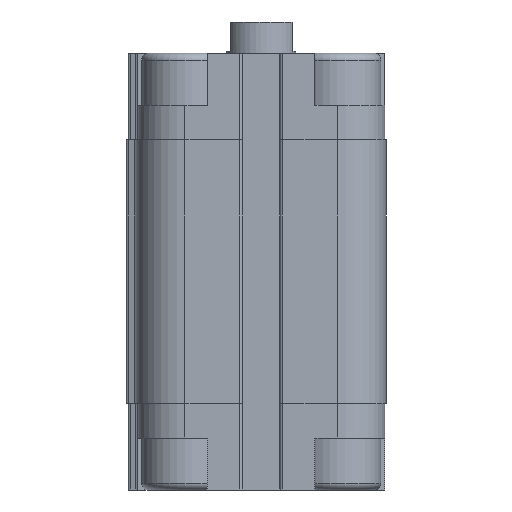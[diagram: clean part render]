
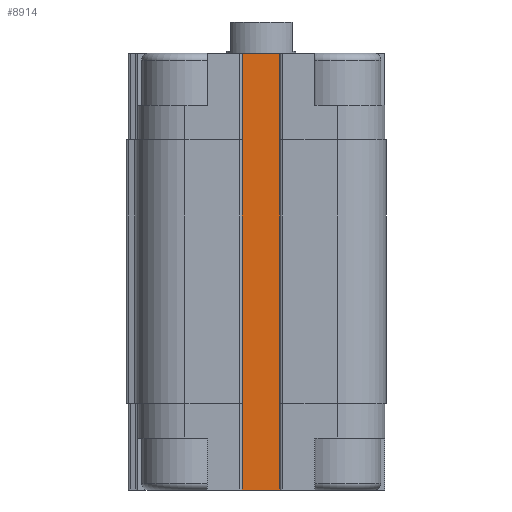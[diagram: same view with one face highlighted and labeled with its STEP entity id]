
A CAD part, left-side view. The second image highlights one B-rep face of the part: STEP entity #8914.
In plain terms, the highlighted face is planar.
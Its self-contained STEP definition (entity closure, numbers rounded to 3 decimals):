
#154=LINE('',#13519,#972);
#237=LINE('',#13828,#1055);
#238=LINE('',#13830,#1056);
#239=LINE('',#13832,#1057);
#972=VECTOR('',#10503,1000.);
#1055=VECTOR('',#10778,1000.);
#1056=VECTOR('',#10781,1000.);
#1057=VECTOR('',#10782,1000.);
#1730=PLANE('',#9583);
#2840=ORIENTED_EDGE('',*,*,#5233,.F.);
#2841=ORIENTED_EDGE('',*,*,#5385,.F.);
#2842=ORIENTED_EDGE('',*,*,#5386,.T.);
#2843=ORIENTED_EDGE('',*,*,#5387,.T.);
#5233=EDGE_CURVE('',#6525,#6526,#154,.T.);
#5385=EDGE_CURVE('',#6655,#6525,#237,.T.);
#5386=EDGE_CURVE('',#6655,#6656,#238,.T.);
#5387=EDGE_CURVE('',#6656,#6526,#239,.T.);
#6525=VERTEX_POINT('',#13518);
#6526=VERTEX_POINT('',#13520);
#6655=VERTEX_POINT('',#13827);
#6656=VERTEX_POINT('',#13831);
#7600=EDGE_LOOP('',(#2840,#2841,#2842,#2843));
#8250=FACE_BOUND('',#7600,.T.);
#8914=ADVANCED_FACE('',(#8250),#1730,.T.);
#9583=AXIS2_PLACEMENT_3D('',#13829,#10779,#10780);
#10503=DIRECTION('',(0.,1.,0.));
#10778=DIRECTION('',(0.,0.,1.));
#10779=DIRECTION('',(1.,0.,0.));
#10780=DIRECTION('',(0.,0.,-1.));
#10781=DIRECTION('',(0.,1.,0.));
#10782=DIRECTION('',(0.,0.,1.));
#13518=CARTESIAN_POINT('',(13.,-3.,0.));
#13519=CARTESIAN_POINT('',(13.,-3.,0.));
#13520=CARTESIAN_POINT('',(13.,3.,0.));
#13827=CARTESIAN_POINT('',(13.,-3.,-63.));
#13828=CARTESIAN_POINT('',(13.,-3.,-12.5));
#13829=CARTESIAN_POINT('',(13.,-3.,-12.5));
#13830=CARTESIAN_POINT('',(13.,-3.,-63.));
#13831=CARTESIAN_POINT('',(13.,3.,-63.));
#13832=CARTESIAN_POINT('',(13.,3.,-12.5));
